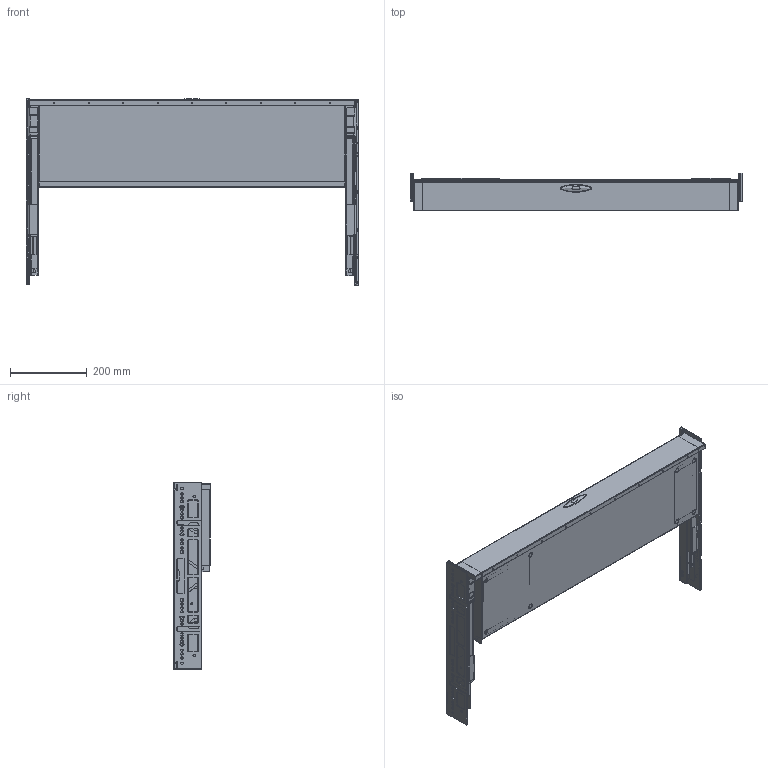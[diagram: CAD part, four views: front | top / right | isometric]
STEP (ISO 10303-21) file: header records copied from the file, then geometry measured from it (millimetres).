
FILE_DESCRIPTION(('STEP AP214'),'1');
FILE_NAME('8013551_V Cox Base Board 900.STP','2024-08-19T08:50:25',(' '),(' '),'Spatial InterOp 3D',' ',' ');
FILE_SCHEMA(('AUTOMOTIVE_DESIGN { 1 0 10303 214 1 1 1 1 }'));
Length unit declared in the file: millimetre
Products named in the file (1): 3D-Objekt
Bounding box: 868 x 97.81 x 487.05 mm (x, y, z)
Volume: 1463375 mm3; surface area: 1816592.5 mm2
Topology: 15 solids, 15 shells, 3343 faces, 8834 edges, 5548 vertices
Faces by surface type: plane 1358, cylinder 772, cone 612, torus 474, sphere 64, bspline 63
Entity records: 143624 total; most frequent: CARTESIAN_POINT 22032, DIRECTION 18368, ORIENTED_EDGE 17548, EDGE_CURVE 8774, STYLED_ITEM 6845, PRESENTATION_STYLE_ASSIGNMENT 6845, COLOUR_RGB 6845, AXIS2_PLACEMENT_3D 6753
